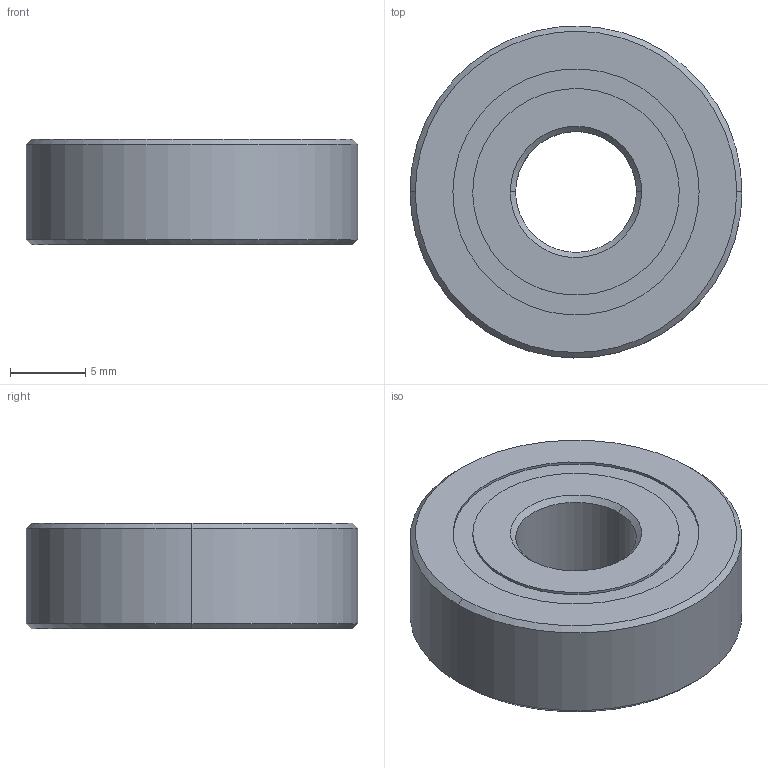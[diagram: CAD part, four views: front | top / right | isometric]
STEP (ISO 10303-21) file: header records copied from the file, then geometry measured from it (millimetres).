
FILE_DESCRIPTION(/* description */ (''),/* implementation_level */ '2;1');
FILE_NAME(/* name */ '608-BE~1',/* time_stamp */ '2017-07-12T17:02:28-07:00',/* author */ (''),/* organization */ (''),/* preprocessor_version */ 'ST-DEVELOPER v15',/* originating_system */ '',/* authorisation */ '');
FILE_SCHEMA (('AUTOMOTIVE_DESIGN'));
Length unit declared in the file: millimetre
Products named in the file (1): Document
Bounding box: 22 x 22 x 7 mm (x, y, z)
Volume: 2096.5 mm3; surface area: 2885.4 mm2
Topology: 16 solids, 16 shells, 66 faces, 156 edges, 74 vertices
Faces by surface type: bspline 58, plane 8
Entity records: 2545 total; most frequent: CARTESIAN_POINT 1682, ORIENTED_EDGE 216, EDGE_CURVE 108, EDGE_LOOP 74, VERTEX_POINT 74, ADVANCED_FACE 66, FACE_OUTER_BOUND 66, B_SPLINE_CURVE_WITH_KNOTS 28
